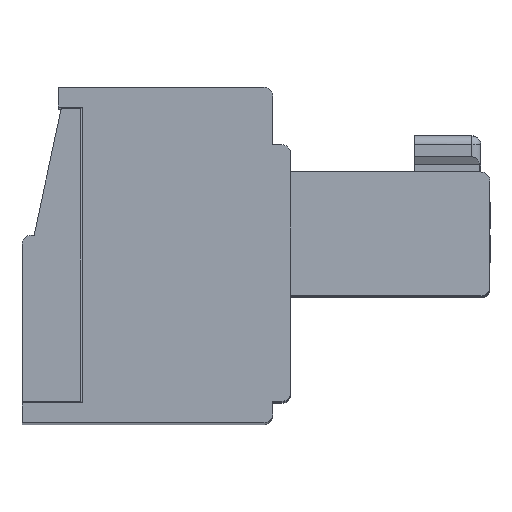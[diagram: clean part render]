
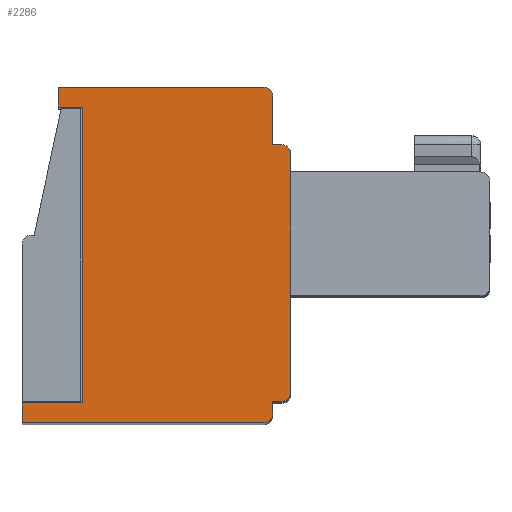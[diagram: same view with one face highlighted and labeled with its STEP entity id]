
A CAD part, top view. The second image highlights one B-rep face of the part: STEP entity #2286.
In plain terms, the highlighted planar face has unit normal (0, 0, 1).
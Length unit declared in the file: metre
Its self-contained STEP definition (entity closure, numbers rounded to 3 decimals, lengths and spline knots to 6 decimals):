
#2286=ADVANCED_FACE('',(#4783),#4784,.F.);
#4783=FACE_OUTER_BOUND('',#7462,.T.);
#4784=PLANE('',#7463);
#7462=EDGE_LOOP('',(#14091,#14092,#14093,#14094,#14095,#14096,#14097,#14098,#14099,#14100,#14101,#14102,#14103,#14104,#14105,#14106));
#7463=AXIS2_PLACEMENT_3D('',#14107,#14108,#14109);
#14091=ORIENTED_EDGE('',*,*,#18178,.F.);
#14092=ORIENTED_EDGE('',*,*,#18179,.T.);
#14093=ORIENTED_EDGE('',*,*,#18180,.T.);
#14094=ORIENTED_EDGE('',*,*,#18181,.T.);
#14095=ORIENTED_EDGE('',*,*,#18182,.T.);
#14096=ORIENTED_EDGE('',*,*,#18183,.T.);
#14097=ORIENTED_EDGE('',*,*,#18184,.T.);
#14098=ORIENTED_EDGE('',*,*,#18185,.T.);
#14099=ORIENTED_EDGE('',*,*,#18170,.F.);
#14100=ORIENTED_EDGE('',*,*,#18151,.T.);
#14101=ORIENTED_EDGE('',*,*,#18156,.T.);
#14102=ORIENTED_EDGE('',*,*,#18186,.T.);
#14103=ORIENTED_EDGE('',*,*,#18149,.T.);
#14104=ORIENTED_EDGE('',*,*,#18187,.T.);
#14105=ORIENTED_EDGE('',*,*,#18188,.T.);
#14106=ORIENTED_EDGE('',*,*,#18189,.T.);
#14107=CARTESIAN_POINT('',(0.013673,0.00851,0.030633));
#14108=DIRECTION('',(0.,0.,-1.0));
#14109=DIRECTION('',(0.0,-1.0,0.));
#18149=EDGE_CURVE('',#22389,#22391,#22393,.T.);
#18151=EDGE_CURVE('',#22395,#22396,#22397,.T.);
#18156=EDGE_CURVE('',#22396,#22404,#22405,.T.);
#18170=EDGE_CURVE('',#22395,#22427,#22428,.T.);
#18178=EDGE_CURVE('',#22440,#22441,#22442,.T.);
#18179=EDGE_CURVE('',#22440,#22443,#22444,.T.);
#18180=EDGE_CURVE('',#22443,#22445,#22446,.T.);
#18181=EDGE_CURVE('',#22445,#22447,#22448,.T.);
#18182=EDGE_CURVE('',#22447,#22449,#22450,.T.);
#18183=EDGE_CURVE('',#22449,#22451,#22452,.T.);
#18184=EDGE_CURVE('',#22451,#22453,#22454,.T.);
#18185=EDGE_CURVE('',#22453,#22427,#22455,.T.);
#18186=EDGE_CURVE('',#22404,#22389,#22456,.T.);
#18187=EDGE_CURVE('',#22391,#22457,#22458,.T.);
#18188=EDGE_CURVE('',#22457,#22459,#22460,.T.);
#18189=EDGE_CURVE('',#22459,#22441,#22461,.T.);
#22389=VERTEX_POINT('',#28615);
#22391=VERTEX_POINT('',#28618);
#22393=CIRCLE('',#28621,0.0003);
#22395=VERTEX_POINT('',#28623);
#22396=VERTEX_POINT('',#28624);
#22397=CIRCLE('',#28625,0.0003);
#22404=VERTEX_POINT('',#28634);
#22405=LINE('',#28635,#28636);
#22427=VERTEX_POINT('',#28665);
#22428=LINE('',#28666,#28667);
#22440=VERTEX_POINT('',#28684);
#22441=VERTEX_POINT('',#28685);
#22442=LINE('',#28686,#28687);
#22443=VERTEX_POINT('',#28688);
#22444=LINE('',#28689,#28690);
#22445=VERTEX_POINT('',#28691);
#22446=LINE('',#28692,#28693);
#22447=VERTEX_POINT('',#28694);
#22448=LINE('',#28695,#28696);
#22449=VERTEX_POINT('',#28697);
#22450=CIRCLE('',#28698,0.0003);
#22451=VERTEX_POINT('',#28699);
#22452=LINE('',#28700,#28701);
#22453=VERTEX_POINT('',#28702);
#22454=LINE('',#28703,#28704);
#22455=CIRCLE('',#28705,0.0003);
#22456=LINE('',#28706,#28707);
#22457=VERTEX_POINT('',#28708);
#22458=LINE('',#28709,#28710);
#22459=VERTEX_POINT('',#28711);
#22460=LINE('',#28712,#28713);
#22461=LINE('',#28714,#28715);
#28615=CARTESIAN_POINT('',(0.006773,0.01131,0.030633));
#28618=CARTESIAN_POINT('',(0.006473,0.01161,0.030633));
#28621=AXIS2_PLACEMENT_3D('',#31939,#31940,#31941);
#28623=CARTESIAN_POINT('',(0.007373,0.00941,0.030633));
#28624=CARTESIAN_POINT('',(0.007073,0.00971,0.030633));
#28625=AXIS2_PLACEMENT_3D('',#31942,#31943,#31944);
#28634=CARTESIAN_POINT('',(0.006773,0.00971,0.030633));
#28635=CARTESIAN_POINT('',(0.006773,0.00971,0.030633));
#28636=VECTOR('',#31950,1.0);
#28665=CARTESIAN_POINT('',(0.007373,0.00151,0.030633));
#28666=CARTESIAN_POINT('',(0.007373,0.00941,0.030633));
#28667=VECTOR('',#31967,1.0);
#28684=CARTESIAN_POINT('',(0.000473,0.00116,0.030633));
#28685=CARTESIAN_POINT('',(0.000473,0.01096,0.030633));
#28686=CARTESIAN_POINT('',(0.000473,0.00116,0.030633));
#28687=VECTOR('',#31976,1.0);
#28688=CARTESIAN_POINT('',(-0.001527,0.00116,0.030633));
#28689=CARTESIAN_POINT('',(0.013673,0.00116,0.030633));
#28690=VECTOR('',#31977,1.0);
#28691=CARTESIAN_POINT('',(-0.001527,0.00051,0.030633));
#28692=CARTESIAN_POINT('',(-0.001527,0.00851,0.030633));
#28693=VECTOR('',#31978,1.0);
#28694=CARTESIAN_POINT('',(0.006473,0.00051,0.030633));
#28695=CARTESIAN_POINT('',(0.013673,0.00051,0.030633));
#28696=VECTOR('',#31979,1.0);
#28697=CARTESIAN_POINT('',(0.006773,0.00081,0.030633));
#28698=AXIS2_PLACEMENT_3D('',#31980,#31981,#31982);
#28699=CARTESIAN_POINT('',(0.006773,0.00121,0.030633));
#28700=CARTESIAN_POINT('',(0.006773,0.00851,0.030633));
#28701=VECTOR('',#31983,1.0);
#28702=CARTESIAN_POINT('',(0.007073,0.00121,0.030633));
#28703=CARTESIAN_POINT('',(0.013673,0.00121,0.030633));
#28704=VECTOR('',#31984,1.0);
#28705=AXIS2_PLACEMENT_3D('',#31985,#31986,#31987);
#28706=CARTESIAN_POINT('',(0.006773,0.00851,0.030633));
#28707=VECTOR('',#31988,1.0);
#28708=CARTESIAN_POINT('',(-0.000327,0.01161,0.030633));
#28709=CARTESIAN_POINT('',(0.013673,0.01161,0.030633));
#28710=VECTOR('',#31989,1.0);
#28711=CARTESIAN_POINT('',(-0.000327,0.01096,0.030633));
#28712=CARTESIAN_POINT('',(-0.000327,0.00851,0.030633));
#28713=VECTOR('',#31990,1.0);
#28714=CARTESIAN_POINT('',(0.013673,0.01096,0.030633));
#28715=VECTOR('',#31991,1.0);
#31939=CARTESIAN_POINT('',(0.006473,0.01131,0.030633));
#31940=DIRECTION('',(0.,0.,1.0));
#31941=DIRECTION('',(-1.0,0.,0.));
#31942=CARTESIAN_POINT('',(0.007073,0.00941,0.030633));
#31943=DIRECTION('',(0.,0.,1.0));
#31944=DIRECTION('',(-1.0,0.0,0.));
#31950=DIRECTION('',(-1.0,0.,0.));
#31967=DIRECTION('',(0.,-1.0,0.0));
#31976=DIRECTION('',(0.,1.0,0.0));
#31977=DIRECTION('',(-1.0,0.,0.));
#31978=DIRECTION('',(0.,-1.0,0.));
#31979=DIRECTION('',(1.0,0.,0.));
#31980=CARTESIAN_POINT('',(0.006473,0.00081,0.030633));
#31981=DIRECTION('',(0.,0.,1.0));
#31982=DIRECTION('',(-1.0,0.,0.));
#31983=DIRECTION('',(0.,1.0,0.));
#31984=DIRECTION('',(1.0,0.,0.));
#31985=CARTESIAN_POINT('',(0.007073,0.00151,0.030633));
#31986=DIRECTION('',(0.,0.,1.0));
#31987=DIRECTION('',(-1.0,0.,0.));
#31988=DIRECTION('',(0.,1.0,0.));
#31989=DIRECTION('',(-1.0,0.,0.));
#31990=DIRECTION('',(0.,-1.0,0.));
#31991=DIRECTION('',(1.0,0.,0.));
